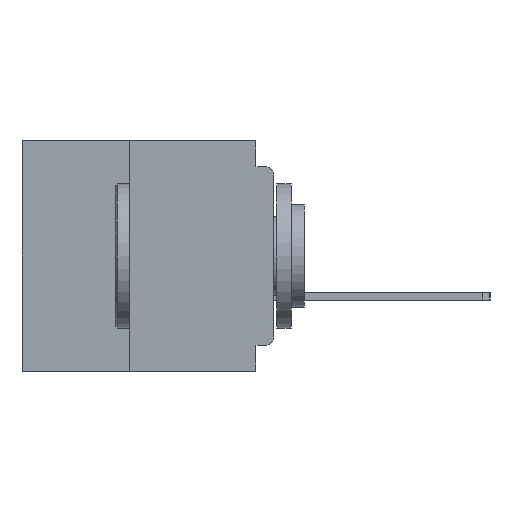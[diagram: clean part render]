
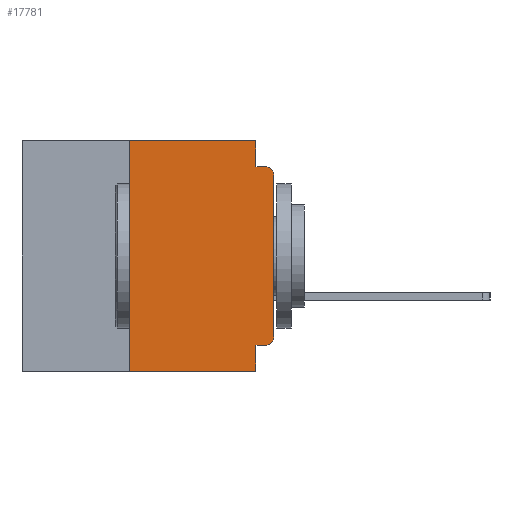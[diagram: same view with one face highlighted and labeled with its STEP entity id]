
A CAD part, left-side view. The second image highlights one B-rep face of the part: STEP entity #17781.
In plain terms, the highlighted planar face has unit normal (-1, 0, 0).
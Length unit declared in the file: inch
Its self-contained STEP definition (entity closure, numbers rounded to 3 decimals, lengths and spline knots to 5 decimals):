
#1223 = EDGE_CURVE ( 'NONE', #3590, #8850, #5751, .T. ) ;
#3590 = VERTEX_POINT ( 'NONE', #4652 ) ;
#3866 = EDGE_CURVE ( 'NONE', #34794, #10038, #29210, .T. ) ;
#4500 = DIRECTION ( 'NONE',  ( 0., 0., -1. ) ) ;
#4652 = CARTESIAN_POINT ( 'NONE',  ( 0., 0.031, -0.045 ) ) ;
#4804 = VECTOR ( 'NONE', #26793, 39.37008 ) ;
#5170 = ORIENTED_EDGE ( 'NONE', *, *, #34074, .F. ) ;
#5199 = LINE ( 'NONE', #7513, #28434 ) ;
#5570 = EDGE_LOOP ( 'NONE', ( #15735, #23750, #34378, #5170, #29326, #30264, #24237, #18117, #26094, #20042 ) ) ;
#5659 = CARTESIAN_POINT ( 'NONE',  ( 0., 0.031, -0.355 ) ) ;
#5751 = LINE ( 'NONE', #37455, #4804 ) ;
#5823 = DIRECTION ( 'NONE',  ( 0., 0., -1. ) ) ;
#6199 = CARTESIAN_POINT ( 'NONE',  ( 0., 0.015, -0.06 ) ) ;
#6463 = LINE ( 'NONE', #19977, #10778 ) ;
#7513 = CARTESIAN_POINT ( 'NONE',  ( 0., 0.25, -0.4 ) ) ;
#7875 = CARTESIAN_POINT ( 'NONE',  ( 0., 0.437, 0. ) ) ;
#8056 = VERTEX_POINT ( 'NONE', #35502 ) ;
#8850 = VERTEX_POINT ( 'NONE', #10866 ) ;
#9295 = DIRECTION ( 'NONE',  ( 0., 0., -1. ) ) ;
#9366 = DIRECTION ( 'NONE',  ( 0., -1., 0. ) ) ;
#9429 = VERTEX_POINT ( 'NONE', #31574 ) ;
#10038 = VERTEX_POINT ( 'NONE', #10644 ) ;
#10644 = CARTESIAN_POINT ( 'NONE',  ( 0., 0.031, 0. ) ) ;
#10778 = VECTOR ( 'NONE', #37575, 39.37008 ) ;
#10866 = CARTESIAN_POINT ( 'NONE',  ( 0., 0.015, -0.045 ) ) ;
#11788 = DIRECTION ( 'NONE',  ( 0., 0., 1. ) ) ;
#12392 = FACE_OUTER_BOUND ( 'NONE', #5570, .T. ) ;
#13837 = VERTEX_POINT ( 'NONE', #23954 ) ;
#14028 = DIRECTION ( 'NONE',  ( 0., 0., -1. ) ) ;
#14169 = VECTOR ( 'NONE', #11788, 39.37008 ) ;
#14292 = DIRECTION ( 'NONE',  ( -1., 0., 0. ) ) ;
#14670 = AXIS2_PLACEMENT_3D ( 'NONE', #32227, #14292, #35179 ) ;
#14977 = VERTEX_POINT ( 'NONE', #17532 ) ;
#15735 = ORIENTED_EDGE ( 'NONE', *, *, #19715, .T. ) ;
#16395 = EDGE_CURVE ( 'NONE', #14977, #8850, #32195, .T. ) ;
#17532 = CARTESIAN_POINT ( 'NONE',  ( 0., 0., -0.06 ) ) ;
#17781 = ADVANCED_FACE ( 'NONE', ( #12392 ), #28889, .F. ) ;
#18117 = ORIENTED_EDGE ( 'NONE', *, *, #24190, .F. ) ;
#19715 = EDGE_CURVE ( 'NONE', #13837, #14977, #38889, .T. ) ;
#19750 = CARTESIAN_POINT ( 'NONE',  ( 0., 0.031, 0. ) ) ;
#19977 = CARTESIAN_POINT ( 'NONE',  ( 0., 0., -0.355 ) ) ;
#20042 = ORIENTED_EDGE ( 'NONE', *, *, #39046, .T. ) ;
#20474 = EDGE_CURVE ( 'NONE', #8056, #30059, #6463, .T. ) ;
#20569 = CARTESIAN_POINT ( 'NONE',  ( 0., 0.031, -0.4 ) ) ;
#21329 = VECTOR ( 'NONE', #24068, 39.37008 ) ;
#23699 = CIRCLE ( 'NONE', #14670, 0.015 ) ;
#23750 = ORIENTED_EDGE ( 'NONE', *, *, #16395, .T. ) ;
#23954 = CARTESIAN_POINT ( 'NONE',  ( 0., 0., -0.34 ) ) ;
#24068 = DIRECTION ( 'NONE',  ( 0., -1., 0. ) ) ;
#24190 = EDGE_CURVE ( 'NONE', #30059, #38624, #32312, .T. ) ;
#24237 = ORIENTED_EDGE ( 'NONE', *, *, #26176, .T. ) ;
#26094 = ORIENTED_EDGE ( 'NONE', *, *, #20474, .F. ) ;
#26174 = AXIS2_PLACEMENT_3D ( 'NONE', #7875, #31970, #14028 ) ;
#26176 = EDGE_CURVE ( 'NONE', #9429, #38624, #28921, .T. ) ;
#26793 = DIRECTION ( 'NONE',  ( 0., -1., 0. ) ) ;
#26856 = VECTOR ( 'NONE', #4500, 39.37008 ) ;
#27036 = CARTESIAN_POINT ( 'NONE',  ( 0., 0.031, -0.4 ) ) ;
#27407 = DIRECTION ( 'NONE',  ( -1., 0., 0. ) ) ;
#27474 = CARTESIAN_POINT ( 'NONE',  ( 0., 0.437, -0.4 ) ) ;
#28434 = VECTOR ( 'NONE', #31633, 39.37008 ) ;
#28889 = PLANE ( 'NONE',  #26174 ) ;
#28921 = LINE ( 'NONE', #27474, #29853 ) ;
#29210 = LINE ( 'NONE', #35819, #21329 ) ;
#29326 = ORIENTED_EDGE ( 'NONE', *, *, #3866, .F. ) ;
#29464 = CARTESIAN_POINT ( 'NONE',  ( 0., 0.25, 0. ) ) ;
#29780 = CARTESIAN_POINT ( 'NONE',  ( 0., 0., 0. ) ) ;
#29853 = VECTOR ( 'NONE', #9366, 39.37008 ) ;
#30059 = VERTEX_POINT ( 'NONE', #5659 ) ;
#30264 = ORIENTED_EDGE ( 'NONE', *, *, #32109, .F. ) ;
#31401 = VECTOR ( 'NONE', #5823, 39.37008 ) ;
#31574 = CARTESIAN_POINT ( 'NONE',  ( 0., 0.25, -0.4 ) ) ;
#31633 = DIRECTION ( 'NONE',  ( 0., 0., 1. ) ) ;
#31970 = DIRECTION ( 'NONE',  ( 1., 0., 0. ) ) ;
#32109 = EDGE_CURVE ( 'NONE', #9429, #34794, #5199, .T. ) ;
#32195 = CIRCLE ( 'NONE', #33777, 0.015 ) ;
#32227 = CARTESIAN_POINT ( 'NONE',  ( 0., 0.015, -0.34 ) ) ;
#32312 = LINE ( 'NONE', #27036, #31401 ) ;
#33777 = AXIS2_PLACEMENT_3D ( 'NONE', #6199, #27407, #9295 ) ;
#34074 = EDGE_CURVE ( 'NONE', #10038, #3590, #34678, .T. ) ;
#34378 = ORIENTED_EDGE ( 'NONE', *, *, #1223, .F. ) ;
#34678 = LINE ( 'NONE', #19750, #26856 ) ;
#34794 = VERTEX_POINT ( 'NONE', #29464 ) ;
#35179 = DIRECTION ( 'NONE',  ( 0., 0., -1. ) ) ;
#35502 = CARTESIAN_POINT ( 'NONE',  ( 0., 0.015, -0.355 ) ) ;
#35819 = CARTESIAN_POINT ( 'NONE',  ( 0., 0.437, 0. ) ) ;
#37455 = CARTESIAN_POINT ( 'NONE',  ( 0., 0., -0.045 ) ) ;
#37575 = DIRECTION ( 'NONE',  ( 0., 1., 0. ) ) ;
#38624 = VERTEX_POINT ( 'NONE', #20569 ) ;
#38889 = LINE ( 'NONE', #29780, #14169 ) ;
#39046 = EDGE_CURVE ( 'NONE', #8056, #13837, #23699, .T. ) ;
